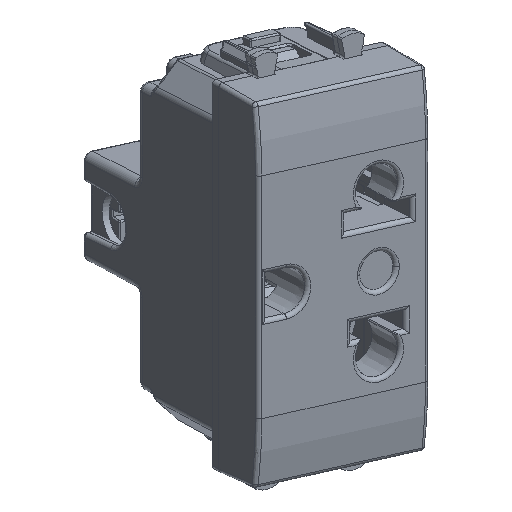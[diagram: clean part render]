
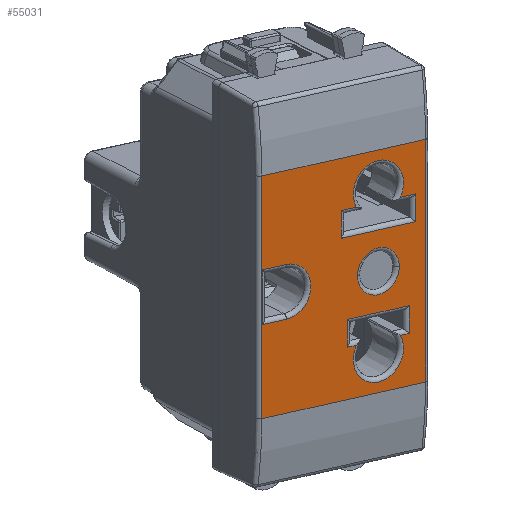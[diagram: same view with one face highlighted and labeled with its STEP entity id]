
A CAD part, top view. The second image highlights one B-rep face of the part: STEP entity #55031.
In plain terms, the highlighted face is planar.
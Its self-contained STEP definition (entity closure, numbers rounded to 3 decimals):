
#34421=CARTESIAN_POINT('Line Origine',(5.588,13.969,8.875)) ;
#34425=CARTESIAN_POINT('Vertex',(10.613,13.969,8.875)) ;
#34427=CARTESIAN_POINT('Vertex',(-10.613,13.969,8.875)) ;
#34606=CARTESIAN_POINT('Line Origine',(10.613,10.975,8.875)) ;
#34610=CARTESIAN_POINT('Vertex',(10.613,-13.969,8.875)) ;
#39628=CARTESIAN_POINT('Line Origine',(-10.613,10.975,8.875)) ;
#39632=CARTESIAN_POINT('Vertex',(-10.613,-13.969,8.875)) ;
#44700=CARTESIAN_POINT('Vertex',(-1.8,0.,8.875)) ;
#44703=CARTESIAN_POINT('Axis2P3D Location',(-4.5,0.,8.875)) ;
#44707=CARTESIAN_POINT('Vertex',(-7.2,0.,8.875)) ;
#45327=CARTESIAN_POINT('Line Origine',(5.588,-13.969,8.875)) ;
#54206=CARTESIAN_POINT('Axis2P3D Location',(-4.5,0.,8.875)) ;
#54749=CARTESIAN_POINT('Vertex',(7.4,3.15,8.875)) ;
#54752=CARTESIAN_POINT('Axis2P3D Location',(7.4,0.,8.875)) ;
#54756=CARTESIAN_POINT('Vertex',(7.4,-3.15,8.875)) ;
#54783=CARTESIAN_POINT('Vertex',(10.55,3.15,8.875)) ;
#54793=CARTESIAN_POINT('Vertex',(10.55,-3.15,8.875)) ;
#54796=CARTESIAN_POINT('Line Origine',(10.55,0.,8.875)) ;
#54813=CARTESIAN_POINT('Line Origine',(0.,-3.15,8.875)) ;
#54830=CARTESIAN_POINT('Line Origine',(0.,3.15,8.875)) ;
#54854=CARTESIAN_POINT('Vertex',(0.3,-4.75,8.875)) ;
#54864=CARTESIAN_POINT('Vertex',(0.3,-7.95,8.875)) ;
#54867=CARTESIAN_POINT('Line Origine',(0.3,0.,8.875)) ;
#54891=CARTESIAN_POINT('Vertex',(-9.3,-4.75,8.875)) ;
#54894=CARTESIAN_POINT('Line Origine',(0.,-4.75,8.875)) ;
#54918=CARTESIAN_POINT('Vertex',(-9.3,-7.95,8.875)) ;
#54921=CARTESIAN_POINT('Line Origine',(-9.3,0.,8.875)) ;
#54933=CARTESIAN_POINT('Axis2P3D Location',(0.,0.,8.875)) ;
#54944=CARTESIAN_POINT('Line Origine',(-8.5,6.35,8.875)) ;
#54948=CARTESIAN_POINT('Vertex',(-8.5,4.75,8.875)) ;
#54950=CARTESIAN_POINT('Vertex',(-8.5,7.95,8.875)) ;
#54953=CARTESIAN_POINT('Line Origine',(-7.928,7.95,8.875)) ;
#54957=CARTESIAN_POINT('Vertex',(-7.357,7.95,8.875)) ;
#54960=CARTESIAN_POINT('Axis2P3D Location',(-4.5,9.5,8.875)) ;
#54964=CARTESIAN_POINT('Vertex',(-1.643,7.95,8.875)) ;
#54967=CARTESIAN_POINT('Line Origine',(-1.072,7.95,8.875)) ;
#54971=CARTESIAN_POINT('Vertex',(-0.5,7.95,8.875)) ;
#54974=CARTESIAN_POINT('Line Origine',(-0.5,6.35,8.875)) ;
#54978=CARTESIAN_POINT('Vertex',(-0.5,4.75,8.875)) ;
#54981=CARTESIAN_POINT('Line Origine',(-4.5,4.75,8.875)) ;
#54994=CARTESIAN_POINT('Axis2P3D Location',(-4.5,-9.5,8.875)) ;
#54998=CARTESIAN_POINT('Vertex',(-7.357,-7.95,8.875)) ;
#55000=CARTESIAN_POINT('Vertex',(-1.643,-7.95,8.875)) ;
#55003=CARTESIAN_POINT('Line Origine',(-8.328,-7.95,8.875)) ;
#55008=CARTESIAN_POINT('Line Origine',(-0.672,-7.95,8.875)) ;
#34422=DIRECTION('Vector Direction',(1.,0.,0.)) ;
#34607=DIRECTION('Vector Direction',(0.,1.,0.)) ;
#39629=DIRECTION('Vector Direction',(0.,-1.,0.)) ;
#44704=DIRECTION('Axis2P3D Direction',(0.,-0.,-1.)) ;
#45328=DIRECTION('Vector Direction',(-1.,0.,0.)) ;
#54207=DIRECTION('Axis2P3D Direction',(0.,-0.,1.)) ;
#54753=DIRECTION('Axis2P3D Direction',(0.,-0.,-1.)) ;
#54797=DIRECTION('Vector Direction',(0.,-1.,0.)) ;
#54814=DIRECTION('Vector Direction',(-1.,0.,0.)) ;
#54831=DIRECTION('Vector Direction',(-1.,0.,0.)) ;
#54868=DIRECTION('Vector Direction',(0.,-1.,0.)) ;
#54895=DIRECTION('Vector Direction',(-1.,0.,0.)) ;
#54922=DIRECTION('Vector Direction',(0.,1.,0.)) ;
#54934=DIRECTION('Axis2P3D Direction',(0.,0.,-1.)) ;
#54935=DIRECTION('Axis2P3D XDirection',(0.,1.,0.)) ;
#54945=DIRECTION('Vector Direction',(0.,1.,0.)) ;
#54954=DIRECTION('Vector Direction',(-1.,0.,0.)) ;
#54961=DIRECTION('Axis2P3D Direction',(0.,0.,-1.)) ;
#54968=DIRECTION('Vector Direction',(-1.,0.,0.)) ;
#54975=DIRECTION('Vector Direction',(0.,-1.,0.)) ;
#54982=DIRECTION('Vector Direction',(1.,0.,0.)) ;
#54995=DIRECTION('Axis2P3D Direction',(0.,0.,-1.)) ;
#55004=DIRECTION('Vector Direction',(1.,0.,0.)) ;
#55009=DIRECTION('Vector Direction',(1.,0.,0.)) ;
#44705=AXIS2_PLACEMENT_3D('Circle Axis2P3D',#44703,#44704,$) ;
#54208=AXIS2_PLACEMENT_3D('Circle Axis2P3D',#54206,#54207,$) ;
#54754=AXIS2_PLACEMENT_3D('Circle Axis2P3D',#54752,#54753,$) ;
#54936=AXIS2_PLACEMENT_3D('Plane Axis2P3D',#54933,#54934,#54935) ;
#54962=AXIS2_PLACEMENT_3D('Circle Axis2P3D',#54960,#54961,$) ;
#54996=AXIS2_PLACEMENT_3D('Circle Axis2P3D',#54994,#54995,$) ;
#54939=ORIENTED_EDGE('',*,*,#39634,.F.) ;
#54940=ORIENTED_EDGE('',*,*,#45331,.F.) ;
#54941=ORIENTED_EDGE('',*,*,#34612,.T.) ;
#54942=ORIENTED_EDGE('',*,*,#34429,.T.) ;
#54987=ORIENTED_EDGE('',*,*,#54952,.T.) ;
#54988=ORIENTED_EDGE('',*,*,#54959,.T.) ;
#54989=ORIENTED_EDGE('',*,*,#54966,.T.) ;
#54990=ORIENTED_EDGE('',*,*,#54973,.T.) ;
#54991=ORIENTED_EDGE('',*,*,#54980,.T.) ;
#54992=ORIENTED_EDGE('',*,*,#54985,.T.) ;
#55014=ORIENTED_EDGE('',*,*,#55002,.F.) ;
#55015=ORIENTED_EDGE('',*,*,#55007,.F.) ;
#55016=ORIENTED_EDGE('',*,*,#54925,.F.) ;
#55017=ORIENTED_EDGE('',*,*,#54898,.F.) ;
#55018=ORIENTED_EDGE('',*,*,#54871,.F.) ;
#55019=ORIENTED_EDGE('',*,*,#55012,.F.) ;
#55022=ORIENTED_EDGE('',*,*,#54817,.F.) ;
#55023=ORIENTED_EDGE('',*,*,#54758,.F.) ;
#55024=ORIENTED_EDGE('',*,*,#54834,.F.) ;
#55025=ORIENTED_EDGE('',*,*,#54800,.F.) ;
#55028=ORIENTED_EDGE('',*,*,#44709,.F.) ;
#55029=ORIENTED_EDGE('',*,*,#54210,.T.) ;
#54993=FACE_BOUND('',#54986,.T.) ;
#55020=FACE_BOUND('',#55013,.T.) ;
#55026=FACE_BOUND('',#55021,.T.) ;
#55030=FACE_BOUND('',#55027,.T.) ;
#34423=VECTOR('Line Direction',#34422,1.) ;
#34608=VECTOR('Line Direction',#34607,1.) ;
#39630=VECTOR('Line Direction',#39629,1.) ;
#45329=VECTOR('Line Direction',#45328,1.) ;
#54798=VECTOR('Line Direction',#54797,1.) ;
#54815=VECTOR('Line Direction',#54814,1.) ;
#54832=VECTOR('Line Direction',#54831,1.) ;
#54869=VECTOR('Line Direction',#54868,1.) ;
#54896=VECTOR('Line Direction',#54895,1.) ;
#54923=VECTOR('Line Direction',#54922,1.) ;
#54946=VECTOR('Line Direction',#54945,1.) ;
#54955=VECTOR('Line Direction',#54954,1.) ;
#54969=VECTOR('Line Direction',#54968,1.) ;
#54976=VECTOR('Line Direction',#54975,1.) ;
#54983=VECTOR('Line Direction',#54982,1.) ;
#55005=VECTOR('Line Direction',#55004,1.) ;
#55010=VECTOR('Line Direction',#55009,1.) ;
#55031=ADVANCED_FACE('1/4 MODELLO',(#54943,#54993,#55020,#55026,#55030),#54937,.F.) ;
#44706=CIRCLE('generated circle',#44705,2.7) ;
#54209=CIRCLE('generated circle',#54208,2.7) ;
#54755=CIRCLE('generated circle',#54754,3.15) ;
#54963=CIRCLE('generated circle',#54962,3.25) ;
#54997=CIRCLE('generated circle',#54996,3.25) ;
#34429=EDGE_CURVE('',#34426,#34428,#34424,.F.) ;
#34612=EDGE_CURVE('',#34611,#34426,#34609,.T.) ;
#39634=EDGE_CURVE('',#39633,#34428,#39631,.F.) ;
#44709=EDGE_CURVE('',#44701,#44708,#44706,.F.) ;
#45331=EDGE_CURVE('',#34611,#39633,#45330,.T.) ;
#54210=EDGE_CURVE('',#44701,#44708,#54209,.F.) ;
#54758=EDGE_CURVE('',#54750,#54757,#54755,.F.) ;
#54800=EDGE_CURVE('',#54794,#54784,#54799,.F.) ;
#54817=EDGE_CURVE('',#54757,#54794,#54816,.F.) ;
#54834=EDGE_CURVE('',#54784,#54750,#54833,.T.) ;
#54871=EDGE_CURVE('',#54865,#54855,#54870,.F.) ;
#54898=EDGE_CURVE('',#54855,#54892,#54897,.T.) ;
#54925=EDGE_CURVE('',#54892,#54919,#54924,.F.) ;
#54952=EDGE_CURVE('',#54949,#54951,#54947,.T.) ;
#54959=EDGE_CURVE('',#54951,#54958,#54956,.F.) ;
#54966=EDGE_CURVE('',#54958,#54965,#54963,.T.) ;
#54973=EDGE_CURVE('',#54965,#54972,#54970,.F.) ;
#54980=EDGE_CURVE('',#54972,#54979,#54977,.T.) ;
#54985=EDGE_CURVE('',#54979,#54949,#54984,.F.) ;
#55002=EDGE_CURVE('',#54999,#55001,#54997,.F.) ;
#55007=EDGE_CURVE('',#54919,#54999,#55006,.T.) ;
#55012=EDGE_CURVE('',#55001,#54865,#55011,.T.) ;
#54938=EDGE_LOOP('',(#54939,#54940,#54941,#54942)) ;
#54986=EDGE_LOOP('',(#54987,#54988,#54989,#54990,#54991,#54992)) ;
#55013=EDGE_LOOP('',(#55014,#55015,#55016,#55017,#55018,#55019)) ;
#55021=EDGE_LOOP('',(#55022,#55023,#55024,#55025)) ;
#55027=EDGE_LOOP('',(#55028,#55029)) ;
#54943=FACE_OUTER_BOUND('',#54938,.T.) ;
#34424=LINE('Line',#34421,#34423) ;
#34609=LINE('Line',#34606,#34608) ;
#39631=LINE('Line',#39628,#39630) ;
#45330=LINE('Line',#45327,#45329) ;
#54799=LINE('Line',#54796,#54798) ;
#54816=LINE('Line',#54813,#54815) ;
#54833=LINE('Line',#54830,#54832) ;
#54870=LINE('Line',#54867,#54869) ;
#54897=LINE('Line',#54894,#54896) ;
#54924=LINE('Line',#54921,#54923) ;
#54947=LINE('Line',#54944,#54946) ;
#54956=LINE('Line',#54953,#54955) ;
#54970=LINE('Line',#54967,#54969) ;
#54977=LINE('Line',#54974,#54976) ;
#54984=LINE('Line',#54981,#54983) ;
#55006=LINE('Line',#55003,#55005) ;
#55011=LINE('Line',#55008,#55010) ;
#54937=PLANE('',#54936) ;
#34426=VERTEX_POINT('',#34425) ;
#34428=VERTEX_POINT('',#34427) ;
#34611=VERTEX_POINT('',#34610) ;
#39633=VERTEX_POINT('',#39632) ;
#44701=VERTEX_POINT('',#44700) ;
#44708=VERTEX_POINT('',#44707) ;
#54750=VERTEX_POINT('',#54749) ;
#54757=VERTEX_POINT('',#54756) ;
#54784=VERTEX_POINT('',#54783) ;
#54794=VERTEX_POINT('',#54793) ;
#54855=VERTEX_POINT('',#54854) ;
#54865=VERTEX_POINT('',#54864) ;
#54892=VERTEX_POINT('',#54891) ;
#54919=VERTEX_POINT('',#54918) ;
#54949=VERTEX_POINT('',#54948) ;
#54951=VERTEX_POINT('',#54950) ;
#54958=VERTEX_POINT('',#54957) ;
#54965=VERTEX_POINT('',#54964) ;
#54972=VERTEX_POINT('',#54971) ;
#54979=VERTEX_POINT('',#54978) ;
#54999=VERTEX_POINT('',#54998) ;
#55001=VERTEX_POINT('',#55000) ;
